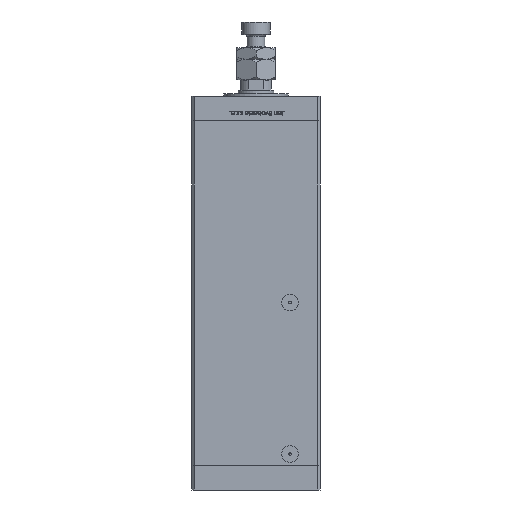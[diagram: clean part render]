
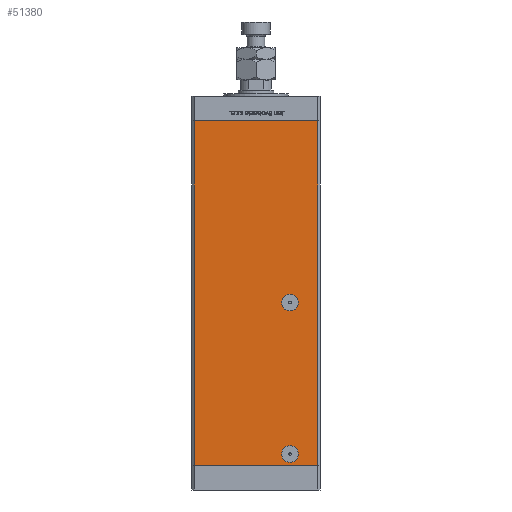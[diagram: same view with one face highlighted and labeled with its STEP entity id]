
A CAD part, front view. The second image highlights one B-rep face of the part: STEP entity #51380.
In plain terms, the highlighted planar face has unit normal (0, -1, 0).
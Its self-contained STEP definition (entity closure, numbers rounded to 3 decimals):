
#222 = CARTESIAN_POINT ( 'NONE',  ( 26.5, -43.5, 133.58 ) ) ;
#352 = DIRECTION ( 'NONE',  ( 1., 0., 0. ) ) ;
#585 = LINE ( 'NONE', #16387, #12429 ) ;
#871 = EDGE_CURVE ( 'NONE', #38683, #45380, #29822, .T. ) ;
#965 = VERTEX_POINT ( 'NONE', #29057 ) ;
#969 = EDGE_CURVE ( 'NONE', #965, #40744, #21675, .T. ) ;
#1843 = EDGE_CURVE ( 'NONE', #50360, #965, #585, .T. ) ;
#2235 = CARTESIAN_POINT ( 'NONE',  ( -48., -43.5, 268.5 ) ) ;
#2666 = ORIENTED_EDGE ( 'NONE', *, *, #9581, .F. ) ;
#3151 = PLANE ( 'NONE',  #33322 ) ;
#4608 = CIRCLE ( 'NONE', #35086, 6.58 ) ;
#4668 = DIRECTION ( 'NONE',  ( 1., 0., 0. ) ) ;
#5826 = CARTESIAN_POINT ( 'NONE',  ( 26.5, -43.5, 9. ) ) ;
#6966 = DIRECTION ( 'NONE',  ( 0., 1., 0. ) ) ;
#8176 = ORIENTED_EDGE ( 'NONE', *, *, #51531, .F. ) ;
#9068 = CARTESIAN_POINT ( 'NONE',  ( 26.5, -43.5, 2.42 ) ) ;
#9581 = EDGE_CURVE ( 'NONE', #53085, #34840, #52666, .T. ) ;
#12429 = VECTOR ( 'NONE', #4668, 1000. ) ;
#12605 = LINE ( 'NONE', #25399, #36682 ) ;
#12987 = DIRECTION ( 'NONE',  ( 0., 0., -1. ) ) ;
#13459 = DIRECTION ( 'NONE',  ( 0., 0., -1. ) ) ;
#14189 = CARTESIAN_POINT ( 'NONE',  ( -48., -43.5, 0. ) ) ;
#14652 = VECTOR ( 'NONE', #47196, 1000. ) ;
#15136 = FACE_BOUND ( 'NONE', #53182, .T. ) ;
#15676 = DIRECTION ( 'NONE',  ( 0., 0., 1. ) ) ;
#16387 = CARTESIAN_POINT ( 'NONE',  ( -48., -43.5, 268.5 ) ) ;
#17769 = CARTESIAN_POINT ( 'NONE',  ( 48., -43.5, 0. ) ) ;
#18308 = LINE ( 'NONE', #2235, #14652 ) ;
#19549 = ORIENTED_EDGE ( 'NONE', *, *, #20400, .T. ) ;
#19759 = CARTESIAN_POINT ( 'NONE',  ( -48., -43.5, 268.5 ) ) ;
#20297 = DIRECTION ( 'NONE',  ( 0., 1., 0. ) ) ;
#20400 = EDGE_CURVE ( 'NONE', #45380, #38683, #30269, .T. ) ;
#20864 = DIRECTION ( 'NONE',  ( 0., 1., 0. ) ) ;
#21675 = LINE ( 'NONE', #50559, #32476 ) ;
#23845 = FACE_BOUND ( 'NONE', #29105, .T. ) ;
#24077 = CARTESIAN_POINT ( 'NONE',  ( 26.5, -43.5, 15.58 ) ) ;
#24395 = CARTESIAN_POINT ( 'NONE',  ( 26.5, -43.5, 127. ) ) ;
#24959 = DIRECTION ( 'NONE',  ( 0., 0., -1. ) ) ;
#25399 = CARTESIAN_POINT ( 'NONE',  ( -48., -43.5, 0. ) ) ;
#25686 = ORIENTED_EDGE ( 'NONE', *, *, #47603, .T. ) ;
#29057 = CARTESIAN_POINT ( 'NONE',  ( 48., -43.5, 268.5 ) ) ;
#29105 = EDGE_LOOP ( 'NONE', ( #36902, #19549 ) ) ;
#29184 = AXIS2_PLACEMENT_3D ( 'NONE', #5826, #38016, #13459 ) ;
#29822 = CIRCLE ( 'NONE', #49833, 6.58 ) ;
#30269 = CIRCLE ( 'NONE', #51141, 6.58 ) ;
#30350 = EDGE_CURVE ( 'NONE', #50360, #38007, #18308, .T. ) ;
#30564 = DIRECTION ( 'NONE',  ( 0., 0., -1. ) ) ;
#32476 = VECTOR ( 'NONE', #24959, 1000. ) ;
#33322 = AXIS2_PLACEMENT_3D ( 'NONE', #19759, #6966, #15676 ) ;
#34840 = VERTEX_POINT ( 'NONE', #24077 ) ;
#35086 = AXIS2_PLACEMENT_3D ( 'NONE', #50450, #38763, #30564 ) ;
#36682 = VECTOR ( 'NONE', #352, 1000. ) ;
#36902 = ORIENTED_EDGE ( 'NONE', *, *, #871, .T. ) ;
#36959 = DIRECTION ( 'NONE',  ( 0., 0., -1. ) ) ;
#38007 = VERTEX_POINT ( 'NONE', #14189 ) ;
#38016 = DIRECTION ( 'NONE',  ( 0., -1., 0. ) ) ;
#38078 = CARTESIAN_POINT ( 'NONE',  ( 26.5, -43.5, 127. ) ) ;
#38683 = VERTEX_POINT ( 'NONE', #39939 ) ;
#38763 = DIRECTION ( 'NONE',  ( 0., -1., 0. ) ) ;
#39939 = CARTESIAN_POINT ( 'NONE',  ( 26.5, -43.5, 120.42 ) ) ;
#40744 = VERTEX_POINT ( 'NONE', #17769 ) ;
#42477 = EDGE_LOOP ( 'NONE', ( #25686, #45956, #49534, #42959 ) ) ;
#42959 = ORIENTED_EDGE ( 'NONE', *, *, #30350, .T. ) ;
#45380 = VERTEX_POINT ( 'NONE', #222 ) ;
#45956 = ORIENTED_EDGE ( 'NONE', *, *, #969, .F. ) ;
#47196 = DIRECTION ( 'NONE',  ( 0., 0., -1. ) ) ;
#47603 = EDGE_CURVE ( 'NONE', #38007, #40744, #12605, .T. ) ;
#49534 = ORIENTED_EDGE ( 'NONE', *, *, #1843, .F. ) ;
#49833 = AXIS2_PLACEMENT_3D ( 'NONE', #38078, #20864, #12987 ) ;
#50360 = VERTEX_POINT ( 'NONE', #50778 ) ;
#50450 = CARTESIAN_POINT ( 'NONE',  ( 26.5, -43.5, 9. ) ) ;
#50559 = CARTESIAN_POINT ( 'NONE',  ( 48., -43.5, 268.5 ) ) ;
#50778 = CARTESIAN_POINT ( 'NONE',  ( -48., -43.5, 268.5 ) ) ;
#51141 = AXIS2_PLACEMENT_3D ( 'NONE', #24395, #20297, #36959 ) ;
#51380 = ADVANCED_FACE ( 'NONE', ( #15136, #52993, #23845 ), #3151, .F. ) ;
#51531 = EDGE_CURVE ( 'NONE', #34840, #53085, #4608, .T. ) ;
#52666 = CIRCLE ( 'NONE', #29184, 6.58 ) ;
#52993 = FACE_OUTER_BOUND ( 'NONE', #42477, .T. ) ;
#53085 = VERTEX_POINT ( 'NONE', #9068 ) ;
#53182 = EDGE_LOOP ( 'NONE', ( #2666, #8176 ) ) ;
